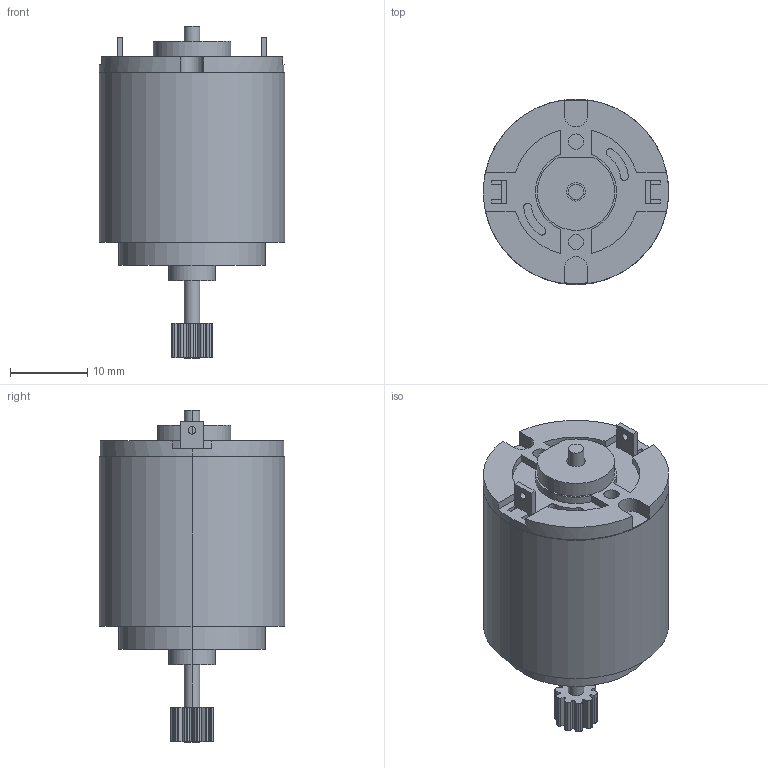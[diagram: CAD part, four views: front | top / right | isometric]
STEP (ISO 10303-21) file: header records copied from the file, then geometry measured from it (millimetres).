
FILE_DESCRIPTION (( 'STEP AP203' ), '1' );
FILE_NAME ('DC 12 v motor.STEP', '2021-03-21T20:27:52', ( '' ), ( '' ), 'SwSTEP 2.0', 'SolidWorks 2017', '' );
FILE_SCHEMA (( 'CONFIG_CONTROL_DESIGN' ));
Length unit declared in the file: millimetre
Products named in the file (1): DC 12 v motor
Bounding box: 24 x 24 x 43 mm (x, y, z)
Volume: 11823.8 mm3; surface area: 3459.4 mm2
Topology: 1 solids, 1 shells, 180 faces, 475 edges, 314 vertices
Faces by surface type: cylinder 118, plane 62
Entity records: 5764 total; most frequent: DIRECTION 1081, CARTESIAN_POINT 970, ORIENTED_EDGE 950, EDGE_CURVE 475, AXIS2_PLACEMENT_3D 425, VERTEX_POINT 314, CIRCLE 244, LINE 231
